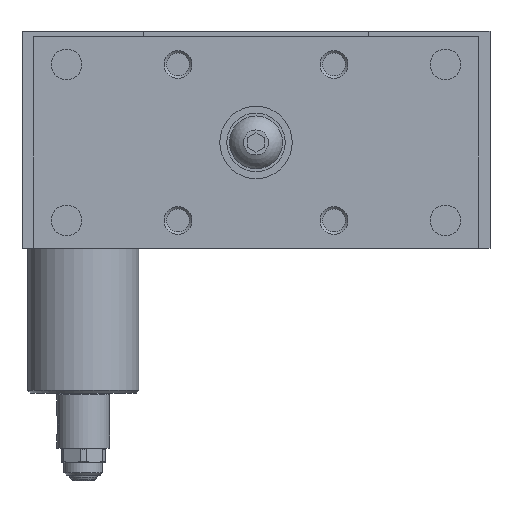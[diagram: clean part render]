
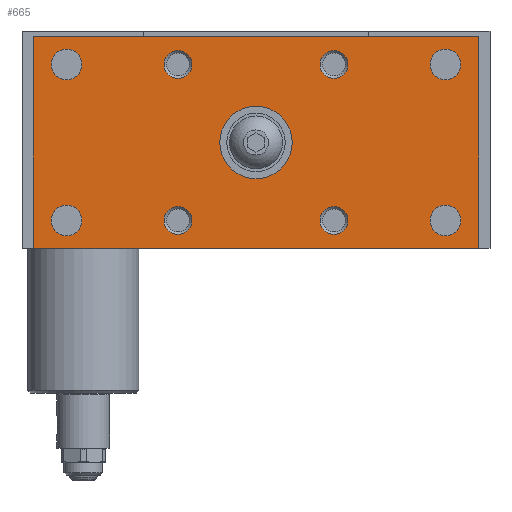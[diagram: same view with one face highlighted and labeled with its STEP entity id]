
A CAD part, left-side view. The second image highlights one B-rep face of the part: STEP entity #665.
In plain terms, the highlighted planar face has unit normal (-1, 0, 0).
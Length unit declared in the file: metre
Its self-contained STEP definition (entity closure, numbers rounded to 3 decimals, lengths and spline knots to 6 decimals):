
#665 = ADVANCED_FACE( '', ( #1566, #1567, #1568, #1569, #1570, #1571, #1572, #1573, #1574, #1575 ), #1576, .F. );
#1566 = FACE_BOUND( '', #2692, .T. );
#1567 = FACE_BOUND( '', #2693, .T. );
#1568 = FACE_BOUND( '', #2694, .T. );
#1569 = FACE_BOUND( '', #2695, .T. );
#1570 = FACE_BOUND( '', #2696, .T. );
#1571 = FACE_BOUND( '', #2697, .T. );
#1572 = FACE_BOUND( '', #2698, .T. );
#1573 = FACE_BOUND( '', #2699, .T. );
#1574 = FACE_BOUND( '', #2700, .T. );
#1575 = FACE_OUTER_BOUND( '', #2701, .T. );
#1576 = PLANE( '', #2702 );
#2692 = EDGE_LOOP( '', ( #4396 ) );
#2693 = EDGE_LOOP( '', ( #4397 ) );
#2694 = EDGE_LOOP( '', ( #4398 ) );
#2695 = EDGE_LOOP( '', ( #4399 ) );
#2696 = EDGE_LOOP( '', ( #4400 ) );
#2697 = EDGE_LOOP( '', ( #4401 ) );
#2698 = EDGE_LOOP( '', ( #4402 ) );
#2699 = EDGE_LOOP( '', ( #4403 ) );
#2700 = EDGE_LOOP( '', ( #4404 ) );
#2701 = EDGE_LOOP( '', ( #4405, #4406, #4407, #4408 ) );
#2702 = AXIS2_PLACEMENT_3D( '', #4409, #4410, #4411 );
#4396 = ORIENTED_EDGE( '', *, *, #5609, .T. );
#4397 = ORIENTED_EDGE( '', *, *, #5907, .T. );
#4398 = ORIENTED_EDGE( '', *, *, #5908, .T. );
#4399 = ORIENTED_EDGE( '', *, *, #5909, .T. );
#4400 = ORIENTED_EDGE( '', *, *, #5910, .T. );
#4401 = ORIENTED_EDGE( '', *, *, #5911, .T. );
#4402 = ORIENTED_EDGE( '', *, *, #5499, .F. );
#4403 = ORIENTED_EDGE( '', *, *, #5912, .F. );
#4404 = ORIENTED_EDGE( '', *, *, #5913, .T. );
#4405 = ORIENTED_EDGE( '', *, *, #5874, .T. );
#4406 = ORIENTED_EDGE( '', *, *, #5536, .T. );
#4407 = ORIENTED_EDGE( '', *, *, #5914, .T. );
#4408 = ORIENTED_EDGE( '', *, *, #5389, .T. );
#4409 = CARTESIAN_POINT( '', ( -0.015, 0.04, -0.001 ) );
#4410 = DIRECTION( '', ( 1., 0., 0. ) );
#4411 = DIRECTION( '', ( 0., 0., 1. ) );
#5389 = EDGE_CURVE( '', #6222, #6220, #6223, .T. );
#5499 = EDGE_CURVE( '', #6410, #6410, #6411, .T. );
#5536 = EDGE_CURVE( '', #6470, #6468, #6471, .T. );
#5609 = EDGE_CURVE( '', #6590, #6590, #6591, .T. );
#5874 = EDGE_CURVE( '', #6220, #6470, #6984, .T. );
#5907 = EDGE_CURVE( '', #7027, #7027, #7028, .T. );
#5908 = EDGE_CURVE( '', #7029, #7029, #7030, .T. );
#5909 = EDGE_CURVE( '', #7031, #7031, #7032, .T. );
#5910 = EDGE_CURVE( '', #7033, #7033, #7034, .T. );
#5911 = EDGE_CURVE( '', #7035, #7035, #7036, .T. );
#5912 = EDGE_CURVE( '', #7037, #7037, #7038, .T. );
#5913 = EDGE_CURVE( '', #7039, #7039, #7040, .T. );
#5914 = EDGE_CURVE( '', #6468, #6222, #7041, .T. );
#6220 = VERTEX_POINT( '', #7522 );
#6222 = VERTEX_POINT( '', #7525 );
#6223 = LINE( '', #7526, #7527 );
#6410 = VERTEX_POINT( '', #7770 );
#6411 = CIRCLE( '', #7771, 0.0025 );
#6468 = VERTEX_POINT( '', #7922 );
#6470 = VERTEX_POINT( '', #7925 );
#6471 = LINE( '', #7926, #7927 );
#6590 = VERTEX_POINT( '', #8091 );
#6591 = CIRCLE( '', #8092, 0.0065 );
#6984 = LINE( '', #8722, #8723 );
#7027 = VERTEX_POINT( '', #8776 );
#7028 = CIRCLE( '', #8777, 0.00275 );
#7029 = VERTEX_POINT( '', #8778 );
#7030 = CIRCLE( '', #8779, 0.00275 );
#7031 = VERTEX_POINT( '', #8780 );
#7032 = CIRCLE( '', #8781, 0.00275 );
#7033 = VERTEX_POINT( '', #8782 );
#7034 = CIRCLE( '', #8783, 0.00275 );
#7035 = VERTEX_POINT( '', #8784 );
#7036 = CIRCLE( '', #8785, 0.0025 );
#7037 = VERTEX_POINT( '', #8786 );
#7038 = CIRCLE( '', #8787, 0.0025 );
#7039 = VERTEX_POINT( '', #8788 );
#7040 = CIRCLE( '', #8789, 0.0025 );
#7041 = LINE( '', #8790, #8791 );
#7522 = CARTESIAN_POINT( '', ( -0.015, 0.04, -0.001 ) );
#7525 = CARTESIAN_POINT( '', ( -0.015, -0.04, -0.001 ) );
#7526 = CARTESIAN_POINT( '', ( -0.015, -0.04, -0.001 ) );
#7527 = VECTOR( '', #9197, 1. );
#7770 = CARTESIAN_POINT( '', ( -0.015, -0.0115, -0.006 ) );
#7771 = AXIS2_PLACEMENT_3D( '', #9363, #9364, #9365 );
#7922 = CARTESIAN_POINT( '', ( -0.015, -0.04, -0.039 ) );
#7925 = CARTESIAN_POINT( '', ( -0.015, 0.04, -0.039 ) );
#7926 = CARTESIAN_POINT( '', ( -0.015, 0.04, -0.039 ) );
#7927 = VECTOR( '', #9406, 1. );
#8091 = CARTESIAN_POINT( '', ( -0.015, 0.0065, -0.02 ) );
#8092 = AXIS2_PLACEMENT_3D( '', #9503, #9504, #9505 );
#8722 = CARTESIAN_POINT( '', ( -0.015, 0.04, -0.001 ) );
#8723 = VECTOR( '', #9839, 1. );
#8776 = CARTESIAN_POINT( '', ( -0.015, 0.03675, -0.006 ) );
#8777 = AXIS2_PLACEMENT_3D( '', #9872, #9873, #9874 );
#8778 = CARTESIAN_POINT( '', ( -0.015, -0.03125, -0.006 ) );
#8779 = AXIS2_PLACEMENT_3D( '', #9875, #9876, #9877 );
#8780 = CARTESIAN_POINT( '', ( -0.015, 0.03675, -0.034 ) );
#8781 = AXIS2_PLACEMENT_3D( '', #9878, #9879, #9880 );
#8782 = CARTESIAN_POINT( '', ( -0.015, -0.03125, -0.034 ) );
#8783 = AXIS2_PLACEMENT_3D( '', #9881, #9882, #9883 );
#8784 = CARTESIAN_POINT( '', ( -0.015, 0.0115, -0.006 ) );
#8785 = AXIS2_PLACEMENT_3D( '', #9884, #9885, #9886 );
#8786 = CARTESIAN_POINT( '', ( -0.015, 0.0115, -0.034 ) );
#8787 = AXIS2_PLACEMENT_3D( '', #9887, #9888, #9889 );
#8788 = CARTESIAN_POINT( '', ( -0.015, -0.0115, -0.034 ) );
#8789 = AXIS2_PLACEMENT_3D( '', #9890, #9891, #9892 );
#8790 = CARTESIAN_POINT( '', ( -0.015, -0.04, -0.039 ) );
#8791 = VECTOR( '', #9893, 1. );
#9197 = DIRECTION( '', ( 0., 1., 0. ) );
#9363 = CARTESIAN_POINT( '', ( -0.015, -0.014, -0.006 ) );
#9364 = DIRECTION( '', ( -1., 0., 0. ) );
#9365 = DIRECTION( '', ( 0., 1., 0. ) );
#9406 = DIRECTION( '', ( 0., -1., 0. ) );
#9503 = CARTESIAN_POINT( '', ( -0.015, 0., -0.02 ) );
#9504 = DIRECTION( '', ( 1., 0., 0. ) );
#9505 = DIRECTION( '', ( 0., 1., 0. ) );
#9839 = DIRECTION( '', ( 0., 0., -1. ) );
#9872 = CARTESIAN_POINT( '', ( -0.015, 0.034, -0.006 ) );
#9873 = DIRECTION( '', ( 1., 0., 0. ) );
#9874 = DIRECTION( '', ( 0., 1., 0. ) );
#9875 = CARTESIAN_POINT( '', ( -0.015, -0.034, -0.006 ) );
#9876 = DIRECTION( '', ( 1., 0., 0. ) );
#9877 = DIRECTION( '', ( 0., 1., 0. ) );
#9878 = CARTESIAN_POINT( '', ( -0.015, 0.034, -0.034 ) );
#9879 = DIRECTION( '', ( 1., 0., 0. ) );
#9880 = DIRECTION( '', ( 0., 1., 0. ) );
#9881 = CARTESIAN_POINT( '', ( -0.015, -0.034, -0.034 ) );
#9882 = DIRECTION( '', ( 1., 0., 0. ) );
#9883 = DIRECTION( '', ( 0., 1., 0. ) );
#9884 = CARTESIAN_POINT( '', ( -0.015, 0.014, -0.006 ) );
#9885 = DIRECTION( '', ( 1., 0., 0. ) );
#9886 = DIRECTION( '', ( 0., -1., 0. ) );
#9887 = CARTESIAN_POINT( '', ( -0.015, 0.014, -0.034 ) );
#9888 = DIRECTION( '', ( -1., 0., 0. ) );
#9889 = DIRECTION( '', ( 0., -1., 0. ) );
#9890 = CARTESIAN_POINT( '', ( -0.015, -0.014, -0.034 ) );
#9891 = DIRECTION( '', ( 1., 0., 0. ) );
#9892 = DIRECTION( '', ( 0., 1., 0. ) );
#9893 = DIRECTION( '', ( 0., 0., 1. ) );
